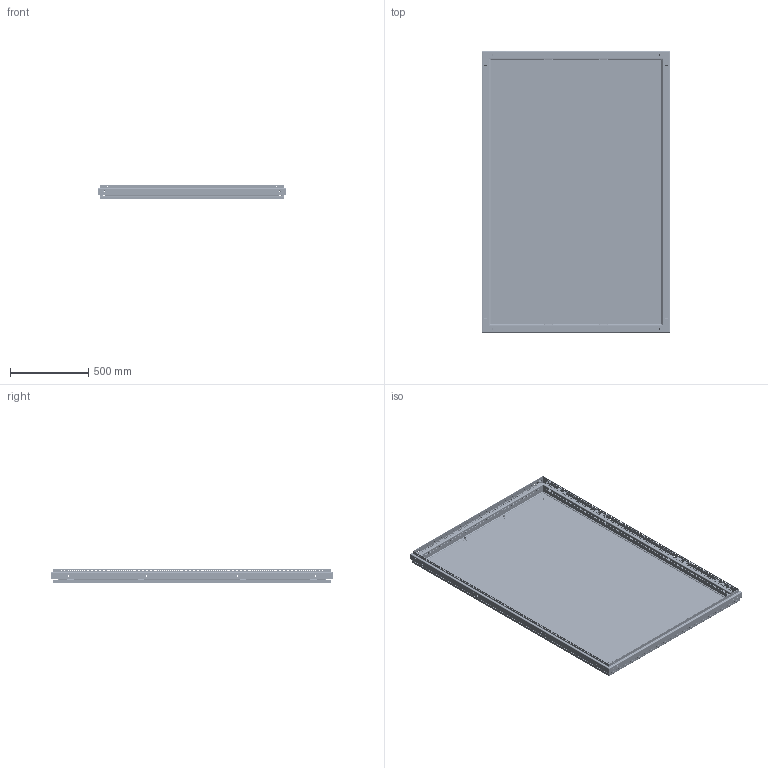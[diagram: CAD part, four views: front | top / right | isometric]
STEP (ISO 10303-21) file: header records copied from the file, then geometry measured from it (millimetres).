
FILE_DESCRIPTION (( 'STEP AP214' ), '1' );
FILE_NAME ('Ñâàðíàÿ ðàìà ñ çàäíåé ïàíåëüþ W1200H1800.STEP', '2024-08-14T06:52:16', ( '' ), ( '' ), 'SwSTEP 2.0', 'SolidWorks 2021', '' );
FILE_SCHEMA (( 'AUTOMOTIVE_DESIGN' ));
Length unit declared in the file: millimetre
Products named in the file (21): Çàêëåïêà ðåçüáîâàÿ Ì8 øåñòèãðàííàÿ ñ óìåíüøåííûì áîðòîì; Áîêîâîé ïðîôèëü1 H1800; Ãàéêà êëåòüåâàÿ DIN 88109-Ì6-(1,7-2,5)-Zn ; 603.000; Ãîðèçîíòàëüíûé ïðîôèëü2 W1200; Âèíò Ì6õ16 ìåáåëüíûé; Ñâàðíàÿ ðàìà W1200H1800; 600.000; Øïèëüêà ïðèâàðíàÿ Ì6õ16; Êðåïëåíèå çàäíåé ïàíåëè; Ãîðèçîíòàëüíûé ïðîôèëü1 W1200; Çàäíÿÿ ïàíåëü W1200H1800; Áîêîâîé ïðîôèëü H1800; Çàäíÿÿ ïàíåëü ÑÁ W1200H1800; Çàêëåïêà ðåçüáîâàÿ Ì6 øåñòèãðàííàÿ ñ óìåíüøåííûì áîðòîì; Ñâàðíàÿ ðàìà ñ çàäíåé ïàíåëüþ W1200H1800; Áîáûøêà; Ãîðèçîíòàëüíûé ïðîôèëü W1200; Ãàñêåòèíã çàäíåé ïàíåëè W1200H1800; Áîêîâîé ïðîôèëü2 H1800; Âèíò Ì5õ10 ñ ïîëóêð. ãîëîâêîé
Assembly tree (112 placements, depth 4):
  Ñâàðíàÿ ðàìà ñ çàäíåé ïàíåëüþ W1200H1800
    Ñâàðíàÿ ðàìà W1200H1800
      Ãîðèçîíòàëüíûé ïðîôèëü W1200  x2
        Ãîðèçîíòàëüíûé ïðîôèëü1 W1200
        Ãîðèçîíòàëüíûé ïðîôèëü2 W1200
        600.000
        Áîáûøêà
      Áîêîâîé ïðîôèëü H1800  x2
        Áîêîâîé ïðîôèëü1 H1800
        Áîêîâîé ïðîôèëü2 H1800
      Çàêëåïêà ðåçüáîâàÿ Ì8 øåñòèãðàííàÿ ñ óìåíüøåííûì áîðòîì  x8
      Çàêëåïêà ðåçüáîâàÿ Ì6 øåñòèãðàííàÿ ñ óìåíüøåííûì áîðòîì  x26
    Çàäíÿÿ ïàíåëü ÑÁ W1200H1800
      Çàäíÿÿ ïàíåëü W1200H1800
      Ãàñêåòèíã çàäíåé ïàíåëè W1200H1800
      Øïèëüêà ïðèâàðíàÿ Ì6õ16  x2
    Êðåïëåíèå çàäíåé ïàíåëè  x8
    603.000  x4
    Çàêëåïêà ðåçüáîâàÿ Ì6 øåñòèãðàííàÿ ñ óìåíüøåííûì áîðòîì  x4
    Âèíò Ì6õ16 ìåáåëüíûé  x28
    Ãàéêà êëåòüåâàÿ DIN 88109-Ì6-(1,7-2,5)-Zn   x8
    Âèíò Ì5õ10 ñ ïîëóêð. ãîëîâêîé  x8
Bounding box: 1201.2 x 1796 x 90.9 mm (x, y, z)
Volume: 6339641.6 mm3; surface area: 7416343.4 mm2
Topology: 114 solids, 114 shells, 10324 faces, 27488 edges, 17458 vertices
Faces by surface type: plane 5513, cylinder 3861, cone 560, bspline 314, torus 60, sphere 16
Entity records: 102967 total; most frequent: CARTESIAN_POINT 26972, ORIENTED_EDGE 15572, DIRECTION 14831, EDGE_CURVE 7786, VECTOR 5775, LINE 5775, VERTEX_POINT 5067, AXIS2_PLACEMENT_3D 4528
